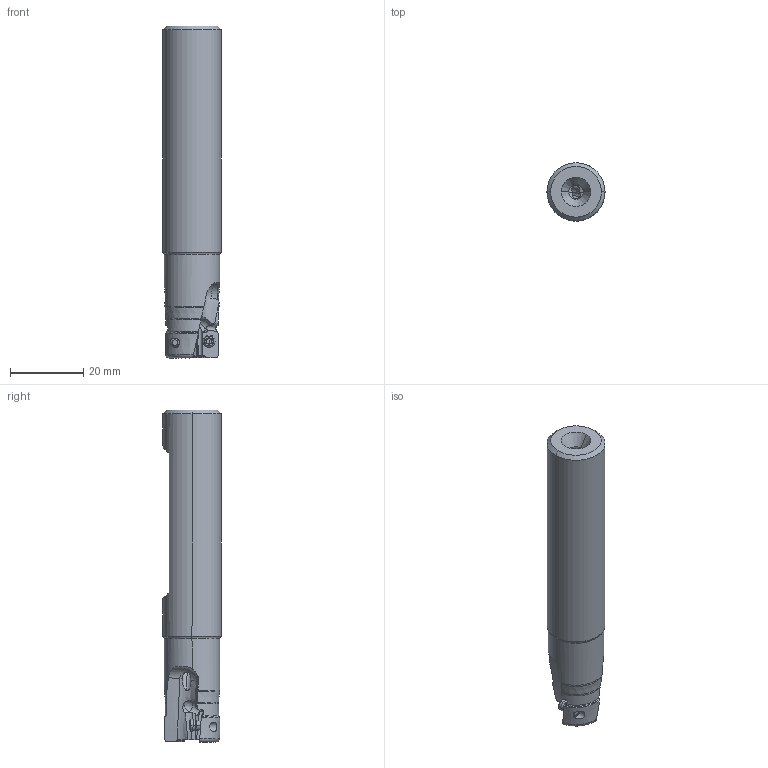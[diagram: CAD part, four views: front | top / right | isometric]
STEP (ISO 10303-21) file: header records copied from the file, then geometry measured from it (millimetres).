
FILE_DESCRIPTION(/* description */ (''),/* implementation_level */ '2;1');
FILE_NAME(/* name */ 'APX3000UR102FA10SA.stp',/* time_stamp */ '2025-06-27T16:01:53+09:00',/* author */ (''),/* organization */ (''),/* preprocessor_version */ 'ST-DEVELOPER v18.101',/* originating_system */ 'SIEMENS PLM Software NX 2011',/* authorisation */ '');
FILE_SCHEMA (('AUTOMOTIVE_DESIGN { 1 0 10303 214 3 1 1 1 }'));
Length unit declared in the file: millimetre
Products named in the file (1): APX3000UR102FA10SA_ASM
Bounding box: 15.88 x 15.88 x 90.76 mm (x, y, z)
Volume: 14357 mm3; surface area: 5910.8 mm2
Topology: 3 solids, 3 shells, 195 faces, 603 edges, 409 vertices
Faces by surface type: cylinder 78, plane 45, cone 36, torus 16, sphere 14, bspline 6
Entity records: 8439 total; most frequent: CARTESIAN_POINT 3220, ORIENTED_EDGE 1182, DIRECTION 962, EDGE_CURVE 591, AXIS2_PLACEMENT_3D 407, VERTEX_POINT 404, B_SPLINE_CURVE_WITH_KNOTS 241, EDGE_LOOP 205
